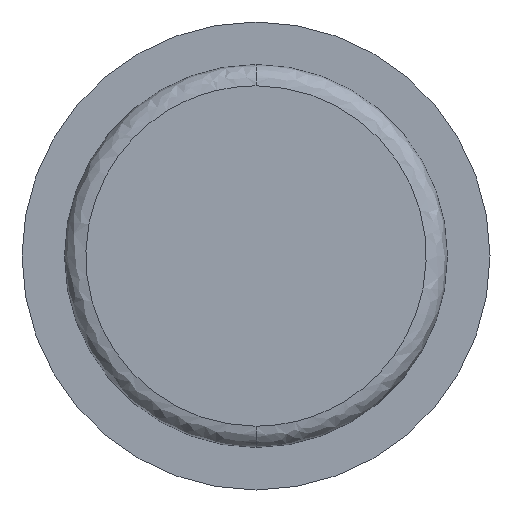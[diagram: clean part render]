
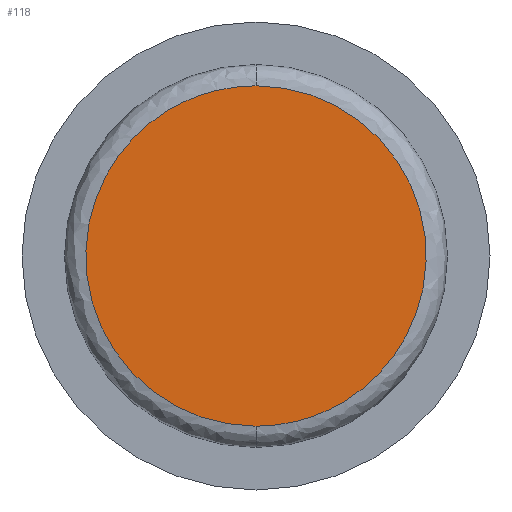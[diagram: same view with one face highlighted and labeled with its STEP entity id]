
A CAD part, front view. The second image highlights one B-rep face of the part: STEP entity #118.
In plain terms, the highlighted planar face has unit normal (0, -1, 0).
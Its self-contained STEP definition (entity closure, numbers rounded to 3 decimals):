
#5 =( BOUNDED_CURVE ( )  B_SPLINE_CURVE ( 3, ( #292, #78, #112, #231 ),
 .UNSPECIFIED., .F., .F. ) 
 B_SPLINE_CURVE_WITH_KNOTS ( ( 4, 4 ),
 ( 0.25, 0.75 ),
 .UNSPECIFIED. ) 
 CURVE ( )  GEOMETRIC_REPRESENTATION_ITEM ( )  RATIONAL_B_SPLINE_CURVE ( ( 1., 0.333, 0.333, 1. ) ) 
 REPRESENTATION_ITEM ( '' )  );
#17 = FACE_OUTER_BOUND ( 'NONE', #489, .T. ) ;
#53 = CARTESIAN_POINT ( 'NONE',  ( 0., -2., 16. ) ) ;
#69 = PLANE ( 'NONE',  #108 ) ;
#78 = CARTESIAN_POINT ( 'NONE',  ( 32., -2., 16. ) ) ;
#96 = EDGE_CURVE ( 'NONE', #97, #419, #5, .T. ) ;
#97 = VERTEX_POINT ( 'NONE', #353 ) ;
#108 = AXIS2_PLACEMENT_3D ( 'NONE', #389, #316, #134 ) ;
#112 = CARTESIAN_POINT ( 'NONE',  ( 32., -2., -16. ) ) ;
#118 = ADVANCED_FACE ( 'NONE', ( #17 ), #69, .T. ) ;
#134 = DIRECTION ( 'NONE',  ( 0., 0., -1. ) ) ;
#206 = CARTESIAN_POINT ( 'NONE',  ( -32., -2., 16. ) ) ;
#231 = CARTESIAN_POINT ( 'NONE',  ( 0., -2., -16. ) ) ;
#292 = CARTESIAN_POINT ( 'NONE',  ( 0., -2., 16. ) ) ;
#308 = CARTESIAN_POINT ( 'NONE',  ( 0., -2., -16. ) ) ;
#316 = DIRECTION ( 'NONE',  ( 0., -1., 0. ) ) ;
#353 = CARTESIAN_POINT ( 'NONE',  ( 0., -2., 16. ) ) ;
#374 = EDGE_CURVE ( 'NONE', #419, #97, #413, .T. ) ;
#378 = CARTESIAN_POINT ( 'NONE',  ( -32., -2., -16. ) ) ;
#389 = CARTESIAN_POINT ( 'NONE',  ( -8., -2., 0. ) ) ;
#413 =( BOUNDED_CURVE ( )  B_SPLINE_CURVE ( 3, ( #308, #378, #206, #53 ),
 .UNSPECIFIED., .F., .F. ) 
 B_SPLINE_CURVE_WITH_KNOTS ( ( 4, 4 ),
 ( 0.75, 1.25 ),
 .UNSPECIFIED. ) 
 CURVE ( )  GEOMETRIC_REPRESENTATION_ITEM ( )  RATIONAL_B_SPLINE_CURVE ( ( 1., 0.333, 0.333, 1. ) ) 
 REPRESENTATION_ITEM ( '' )  );
#419 = VERTEX_POINT ( 'NONE', #473 ) ;
#445 = ORIENTED_EDGE ( 'NONE', *, *, #96, .F. ) ;
#460 = ORIENTED_EDGE ( 'NONE', *, *, #374, .F. ) ;
#473 = CARTESIAN_POINT ( 'NONE',  ( 0., -2., -16. ) ) ;
#489 = EDGE_LOOP ( 'NONE', ( #460, #445 ) ) ;
